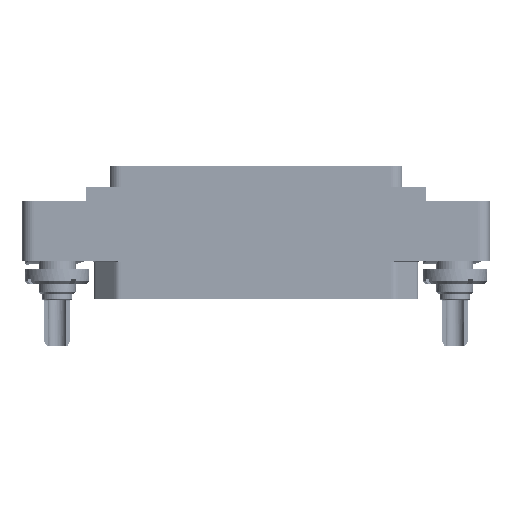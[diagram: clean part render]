
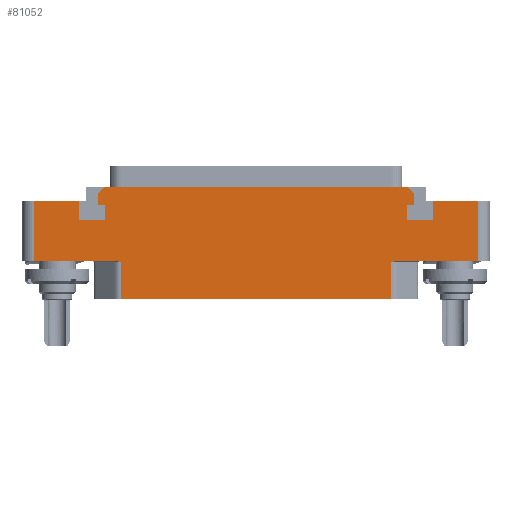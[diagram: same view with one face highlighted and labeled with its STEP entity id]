
A CAD part, top view. The second image highlights one B-rep face of the part: STEP entity #81052.
In plain terms, the highlighted planar face has unit normal (0, 0, 1).
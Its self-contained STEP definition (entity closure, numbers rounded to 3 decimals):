
#1=DIRECTION('',(1.,0.,0.));
#2=VECTOR('',#1,7.8);
#3=CARTESIAN_POINT('',(-38.,10.25,7.));
#4=LINE('',#3,#2);
#5=DIRECTION('',(0.,-1.,0.));
#6=VECTOR('',#5,3.2);
#7=CARTESIAN_POINT('',(-30.2,10.25,7.));
#8=LINE('',#7,#6);
#9=DIRECTION('',(1.,0.,0.));
#10=VECTOR('',#9,4.4);
#11=CARTESIAN_POINT('',(-30.2,7.05,7.));
#12=LINE('',#11,#10);
#13=DIRECTION('',(0.,1.,0.));
#14=VECTOR('',#13,2.6);
#15=CARTESIAN_POINT('',(-25.8,7.05,7.));
#16=LINE('',#15,#14);
#17=DIRECTION('',(-1.,0.,0.));
#18=VECTOR('',#17,1.2);
#19=CARTESIAN_POINT('',(-25.8,9.65,7.));
#20=LINE('',#19,#18);
#21=DIRECTION('',(0.,-1.,0.));
#22=VECTOR('',#21,1.9);
#23=CARTESIAN_POINT('',(-27.,11.55,7.));
#24=LINE('',#23,#22);
#25=DIRECTION('',(1.,0.,0.));
#26=VECTOR('',#25,51.6);
#27=CARTESIAN_POINT('',(-25.8,12.75,7.));
#28=LINE('',#27,#26);
#29=DIRECTION('',(0.,-1.,0.));
#30=VECTOR('',#29,1.9);
#31=CARTESIAN_POINT('',(27.,11.55,7.));
#32=LINE('',#31,#30);
#33=DIRECTION('',(-1.,0.,0.));
#34=VECTOR('',#33,1.2);
#35=CARTESIAN_POINT('',(27.,9.65,7.));
#36=LINE('',#35,#34);
#37=DIRECTION('',(0.,-1.,0.));
#38=VECTOR('',#37,2.6);
#39=CARTESIAN_POINT('',(25.8,9.65,7.));
#40=LINE('',#39,#38);
#41=DIRECTION('',(1.,0.,0.));
#42=VECTOR('',#41,4.4);
#43=CARTESIAN_POINT('',(25.8,7.05,7.));
#44=LINE('',#43,#42);
#45=DIRECTION('',(0.,1.,0.));
#46=VECTOR('',#45,3.2);
#47=CARTESIAN_POINT('',(30.2,7.05,7.));
#48=LINE('',#47,#46);
#49=DIRECTION('',(1.,0.,0.));
#50=VECTOR('',#49,7.8);
#51=CARTESIAN_POINT('',(30.2,10.25,7.));
#52=LINE('',#51,#50);
#109=DIRECTION('',(1.,0.,0.));
#110=VECTOR('',#109,14.082);
#111=CARTESIAN_POINT('',(23.918,0.,7.));
#112=LINE('',#111,#110);
#3734=DIRECTION('',(-1.,0.,0.));
#3735=VECTOR('',#3734,46.236);
#3736=CARTESIAN_POINT('',(23.118,-6.5,7.));
#3737=LINE('',#3736,#3735);
#3825=DIRECTION('',(1.,0.,0.));
#3826=VECTOR('',#3825,14.082);
#3827=CARTESIAN_POINT('',(-38.,0.,7.));
#3828=LINE('',#3827,#3826);
#7320=DIRECTION('',(0.,-1.,0.));
#7321=VECTOR('',#7320,10.25);
#7322=CARTESIAN_POINT('',(-38.,10.25,7.));
#7323=LINE('',#7322,#7321);
#7432=DIRECTION('',(-0.707,-0.707,0.));
#7433=VECTOR('',#7432,1.697);
#7434=CARTESIAN_POINT('',(-25.8,12.75,7.));
#7435=LINE('',#7434,#7433);
#7672=DIRECTION('',(0.707,-0.707,0.));
#7673=VECTOR('',#7672,1.697);
#7674=CARTESIAN_POINT('',(25.8,12.75,7.));
#7675=LINE('',#7674,#7673);
#62511=CARTESIAN_POINT('',(-23.918,0.,7.));
#62512=CARTESIAN_POINT('',(-23.907,0.,7.));
#62513=CARTESIAN_POINT('',(-23.884,0.,7.));
#62514=CARTESIAN_POINT('',(-23.85,-0.002,7.));
#62515=CARTESIAN_POINT('',(-23.814,-0.005,7.));
#62516=CARTESIAN_POINT('',(-23.776,-0.01,7.));
#62517=CARTESIAN_POINT('',(-23.734,-0.016,7.));
#62518=CARTESIAN_POINT('',(-23.688,-0.024,7.));
#62519=CARTESIAN_POINT('',(-23.636,-0.035,7.));
#62520=CARTESIAN_POINT('',(-23.577,-0.049,7.));
#62521=CARTESIAN_POINT('',(-23.515,-0.066,7.));
#62522=CARTESIAN_POINT('',(-23.451,-0.085,7.));
#62523=CARTESIAN_POINT('',(-23.385,-0.106,7.));
#62524=CARTESIAN_POINT('',(-23.318,-0.128,7.));
#62525=CARTESIAN_POINT('',(-23.251,-0.152,7.));
#62526=CARTESIAN_POINT('',(-23.184,-0.176,7.));
#62527=CARTESIAN_POINT('',(-23.14,-0.192,7.));
#62528=CARTESIAN_POINT('',(-23.118,-0.2,7.));
#62530=DIRECTION('',(0.,1.,0.));
#62531=VECTOR('',#62530,6.3);
#62532=CARTESIAN_POINT('',(-23.118,-6.5,7.));
#62533=LINE('',#62532,#62531);
#62606=DIRECTION('',(0.,1.,0.));
#62607=VECTOR('',#62606,6.3);
#62608=CARTESIAN_POINT('',(23.118,-6.5,7.));
#62609=LINE('',#62608,#62607);
#62615=CARTESIAN_POINT('',(23.118,-0.2,7.));
#62616=CARTESIAN_POINT('',(23.14,-0.192,7.));
#62617=CARTESIAN_POINT('',(23.184,-0.176,7.));
#62618=CARTESIAN_POINT('',(23.251,-0.152,7.));
#62619=CARTESIAN_POINT('',(23.318,-0.128,7.));
#62620=CARTESIAN_POINT('',(23.385,-0.106,7.));
#62621=CARTESIAN_POINT('',(23.451,-0.085,7.));
#62622=CARTESIAN_POINT('',(23.515,-0.066,7.));
#62623=CARTESIAN_POINT('',(23.577,-0.049,7.));
#62624=CARTESIAN_POINT('',(23.636,-0.035,7.));
#62625=CARTESIAN_POINT('',(23.688,-0.024,7.));
#62626=CARTESIAN_POINT('',(23.734,-0.016,7.));
#62627=CARTESIAN_POINT('',(23.776,-0.01,7.));
#62628=CARTESIAN_POINT('',(23.814,-0.005,7.));
#62629=CARTESIAN_POINT('',(23.85,-0.002,7.));
#62630=CARTESIAN_POINT('',(23.884,0.,7.));
#62631=CARTESIAN_POINT('',(23.907,0.,7.));
#62632=CARTESIAN_POINT('',(23.918,0.,7.));
#62680=DIRECTION('',(0.,1.,0.));
#62681=VECTOR('',#62680,10.25);
#62682=CARTESIAN_POINT('',(38.,0.,7.));
#62683=LINE('',#62682,#62681);
#65217=CARTESIAN_POINT('',(-30.2,10.25,7.));
#65218=CARTESIAN_POINT('',(-30.2,7.05,7.));
#65219=VERTEX_POINT('',#65217);
#65220=VERTEX_POINT('',#65218);
#65221=CARTESIAN_POINT('',(-25.8,7.05,7.));
#65222=VERTEX_POINT('',#65221);
#65223=CARTESIAN_POINT('',(-25.8,9.65,7.));
#65224=VERTEX_POINT('',#65223);
#65225=CARTESIAN_POINT('',(-27.,9.65,7.));
#65226=VERTEX_POINT('',#65225);
#65227=CARTESIAN_POINT('',(27.,9.65,7.));
#65228=CARTESIAN_POINT('',(25.8,9.65,7.));
#65229=VERTEX_POINT('',#65227);
#65230=VERTEX_POINT('',#65228);
#65231=CARTESIAN_POINT('',(25.8,7.05,7.));
#65232=VERTEX_POINT('',#65231);
#65233=CARTESIAN_POINT('',(30.2,7.05,7.));
#65234=VERTEX_POINT('',#65233);
#65235=CARTESIAN_POINT('',(30.2,10.25,7.));
#65236=VERTEX_POINT('',#65235);
#65241=CARTESIAN_POINT('',(-27.,11.55,7.));
#65243=VERTEX_POINT('',#65241);
#65245=CARTESIAN_POINT('',(-25.8,12.75,7.));
#65246=VERTEX_POINT('',#65245);
#65247=CARTESIAN_POINT('',(27.,11.55,7.));
#65249=VERTEX_POINT('',#65247);
#65251=CARTESIAN_POINT('',(25.8,12.75,7.));
#65252=VERTEX_POINT('',#65251);
#65329=CARTESIAN_POINT('',(38.,0.,7.));
#65330=CARTESIAN_POINT('',(38.,10.25,7.));
#65331=VERTEX_POINT('',#65329);
#65332=VERTEX_POINT('',#65330);
#65337=CARTESIAN_POINT('',(-38.,10.25,7.));
#65338=CARTESIAN_POINT('',(-38.,0.,7.));
#65339=VERTEX_POINT('',#65337);
#65340=VERTEX_POINT('',#65338);
#65542=CARTESIAN_POINT('',(23.118,-6.5,7.));
#65544=VERTEX_POINT('',#65542);
#65545=CARTESIAN_POINT('',(-23.118,-6.5,7.));
#65547=VERTEX_POINT('',#65545);
#65609=CARTESIAN_POINT('',(-23.118,-0.2,7.));
#65610=VERTEX_POINT('',#65609);
#65611=CARTESIAN_POINT('',(-23.918,0.,7.));
#65612=VERTEX_POINT('',#65611);
#65613=CARTESIAN_POINT('',(23.118,-0.2,7.));
#65615=VERTEX_POINT('',#65613);
#65617=CARTESIAN_POINT('',(23.918,0.,7.));
#65619=VERTEX_POINT('',#65617);
#80997=CARTESIAN_POINT('',(0.,0.,7.));
#80998=DIRECTION('',(0.,0.,-1.));
#80999=DIRECTION('',(-1.,0.,0.));
#81000=AXIS2_PLACEMENT_3D('',#80997,#80998,#80999);
#81001=PLANE('',#81000);
#81003=ORIENTED_EDGE('',*,*,#81002,.F.);
#81005=ORIENTED_EDGE('',*,*,#81004,.F.);
#81007=ORIENTED_EDGE('',*,*,#81006,.F.);
#81009=ORIENTED_EDGE('',*,*,#81008,.T.);
#81011=ORIENTED_EDGE('',*,*,#81010,.T.);
#81013=ORIENTED_EDGE('',*,*,#81012,.F.);
#81015=ORIENTED_EDGE('',*,*,#81014,.F.);
#81017=ORIENTED_EDGE('',*,*,#81016,.F.);
#81019=ORIENTED_EDGE('',*,*,#81018,.T.);
#81021=ORIENTED_EDGE('',*,*,#81020,.T.);
#81023=ORIENTED_EDGE('',*,*,#81022,.T.);
#81025=ORIENTED_EDGE('',*,*,#81024,.T.);
#81027=ORIENTED_EDGE('',*,*,#81026,.T.);
#81029=ORIENTED_EDGE('',*,*,#81028,.F.);
#81031=ORIENTED_EDGE('',*,*,#81030,.F.);
#81033=ORIENTED_EDGE('',*,*,#81032,.T.);
#81035=ORIENTED_EDGE('',*,*,#81034,.T.);
#81037=ORIENTED_EDGE('',*,*,#81036,.T.);
#81039=ORIENTED_EDGE('',*,*,#81038,.T.);
#81041=ORIENTED_EDGE('',*,*,#81040,.T.);
#81043=ORIENTED_EDGE('',*,*,#81042,.T.);
#81045=ORIENTED_EDGE('',*,*,#81044,.T.);
#81047=ORIENTED_EDGE('',*,*,#81046,.T.);
#81049=ORIENTED_EDGE('',*,*,#81048,.F.);
#81050=EDGE_LOOP('',(#81003,#81005,#81007,#81009,#81011,#81013,#81015,#81017,
#81019,#81021,#81023,#81025,#81027,#81029,#81031,#81033,#81035,#81037,#81039,
#81041,#81043,#81045,#81047,#81049));
#81051=FACE_OUTER_BOUND('',#81050,.F.);
#81052=ADVANCED_FACE('',(#81051),#81001,.F.);
#62529=B_SPLINE_CURVE_WITH_KNOTS('',3,(#62511,#62512,#62513,#62514,#62515,
#62516,#62517,#62518,#62519,#62520,#62521,#62522,#62523,#62524,#62525,#62526,
#62527,#62528),.UNSPECIFIED.,.F.,.F.,(4,1,1,1,1,1,1,1,1,1,1,1,1,1,1,4),(0.,
0.067,0.133,0.2,0.267,0.333,
0.4,0.467,0.533,0.6,0.667,
0.733,0.8,0.867,0.933,1.),
.UNSPECIFIED.);
#62633=B_SPLINE_CURVE_WITH_KNOTS('',3,(#62615,#62616,#62617,#62618,#62619,
#62620,#62621,#62622,#62623,#62624,#62625,#62626,#62627,#62628,#62629,#62630,
#62631,#62632),.UNSPECIFIED.,.F.,.F.,(4,1,1,1,1,1,1,1,1,1,1,1,1,1,1,4),(0.,
0.067,0.133,0.2,0.267,0.333,
0.4,0.467,0.533,0.6,0.667,
0.733,0.8,0.867,0.933,1.),
.UNSPECIFIED.);
#81002=EDGE_CURVE('',#65619,#65331,#112,.T.);
#81004=EDGE_CURVE('',#65615,#65619,#62633,.T.);
#81006=EDGE_CURVE('',#65544,#65615,#62609,.T.);
#81008=EDGE_CURVE('',#65544,#65547,#3737,.T.);
#81010=EDGE_CURVE('',#65547,#65610,#62533,.T.);
#81012=EDGE_CURVE('',#65612,#65610,#62529,.T.);
#81014=EDGE_CURVE('',#65340,#65612,#3828,.T.);
#81016=EDGE_CURVE('',#65339,#65340,#7323,.T.);
#81018=EDGE_CURVE('',#65339,#65219,#4,.T.);
#81020=EDGE_CURVE('',#65219,#65220,#8,.T.);
#81022=EDGE_CURVE('',#65220,#65222,#12,.T.);
#81024=EDGE_CURVE('',#65222,#65224,#16,.T.);
#81026=EDGE_CURVE('',#65224,#65226,#20,.T.);
#81028=EDGE_CURVE('',#65243,#65226,#24,.T.);
#81030=EDGE_CURVE('',#65246,#65243,#7435,.T.);
#81032=EDGE_CURVE('',#65246,#65252,#28,.T.);
#81034=EDGE_CURVE('',#65252,#65249,#7675,.T.);
#81036=EDGE_CURVE('',#65249,#65229,#32,.T.);
#81038=EDGE_CURVE('',#65229,#65230,#36,.T.);
#81040=EDGE_CURVE('',#65230,#65232,#40,.T.);
#81042=EDGE_CURVE('',#65232,#65234,#44,.T.);
#81044=EDGE_CURVE('',#65234,#65236,#48,.T.);
#81046=EDGE_CURVE('',#65236,#65332,#52,.T.);
#81048=EDGE_CURVE('',#65331,#65332,#62683,.T.);
